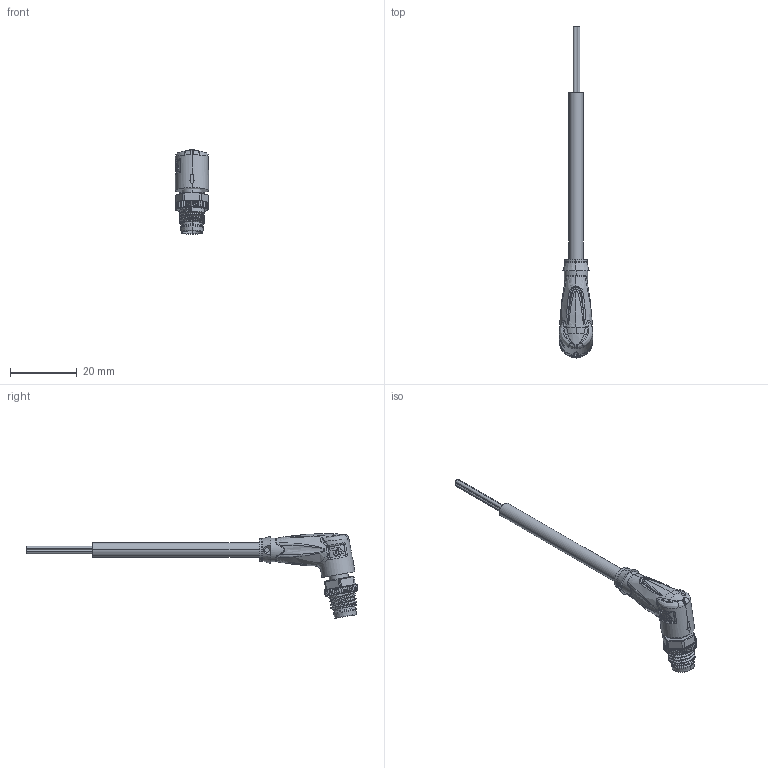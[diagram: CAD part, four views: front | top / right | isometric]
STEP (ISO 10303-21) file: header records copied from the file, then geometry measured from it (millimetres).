
FILE_DESCRIPTION(('STEP AP214'),'1');
FILE_NAME('cctmp_CC6E0E69-60F5-4B6B-B714-BB37D9B2D5BE_2022_04_27_10_31_24_0043..stp','2022-04-27T08:31:29',('KiM GmbH'),('CADClick - www.CADClick.com'),'Spatial InterOp 3D postprocessed',' ','unknown authorization');
FILE_SCHEMA(('AUTOMOTIVE_DESIGN'));
Length unit declared in the file: millimetre
Products named in the file (8): T195658_1; Connection2; Cable; Connection1; Connection1_3; Connection1_2; Connection1_1; T195658
Assembly tree (7 placements, depth 4):
  T195658
    T195658_1
      Connection2
      Cable
      Connection1
        Connection1_3
        Connection1_2
        Connection1_1
Bounding box: 10 x 99.7 x 25.44 mm (x, y, z)
Volume: 3507.3 mm3; surface area: 3596.8 mm2
Topology: 10 solids, 10 shells, 835 faces, 2211 edges, 1407 vertices
Faces by surface type: plane 371, bspline 140, cylinder 120, cone 90, torus 88, extrusion 16, sphere 10
Entity records: 49623 total; most frequent: CARTESIAN_POINT 25100, ORIENTED_EDGE 4386, DIRECTION 3485, EDGE_CURVE 2193, STYLED_ITEM 1466, PRESENTATION_STYLE_ASSIGNMENT 1466, VERTEX_POINT 1407, AXIS2_PLACEMENT_3D 1198
